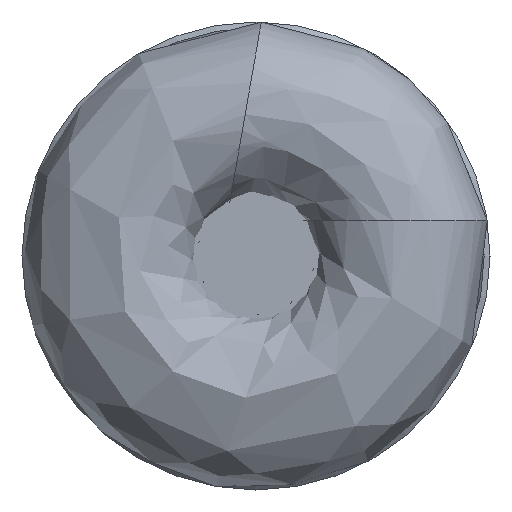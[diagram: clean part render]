
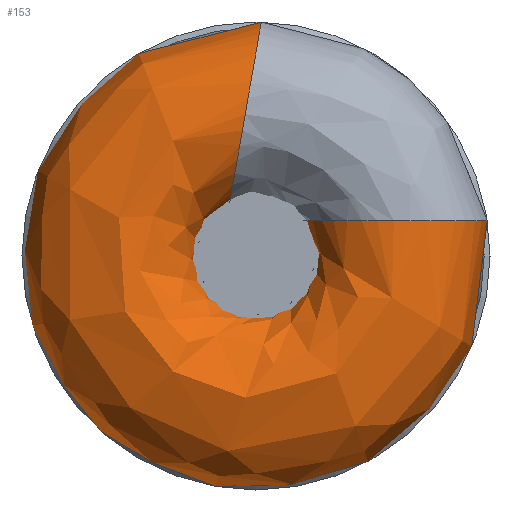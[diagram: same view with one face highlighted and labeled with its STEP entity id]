
A CAD part, left-side view. The second image highlights one B-rep face of the part: STEP entity #153.
In plain terms, the highlighted free-form (B-spline) face has degree [3, 3] with [7, 7] control points.
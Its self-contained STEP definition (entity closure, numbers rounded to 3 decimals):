
#153=ADVANCED_FACE('',(#169,#170),#167,.F.);
#167=(
BOUNDED_SURFACE()
B_SPLINE_SURFACE(3,3,((#365,#366,#367,#368,#369,#370,#371),(#372,#373,#374,
#375,#376,#377,#378),(#379,#380,#381,#382,#383,#384,#385),(#386,#387,#388,
#389,#390,#391,#392),(#393,#394,#395,#396,#397,#398,#399),(#400,#401,#402,
#403,#404,#405,#406),(#407,#408,#409,#410,#411,#412,#413)),
 .UNSPECIFIED.,.T.,.F.,.F.)
B_SPLINE_SURFACE_WITH_KNOTS((1,3,3,3,1),(4,3,4),(-0.5,0.,0.5,1.,1.5),(0.,
0.5,1.),.UNSPECIFIED.)
GEOMETRIC_REPRESENTATION_ITEM()
RATIONAL_B_SPLINE_SURFACE(((1.,0.562,0.562,1.,0.562,
0.562,1.),(0.333,0.187,0.187,
0.333,0.187,0.187,0.333),
(0.333,0.187,0.187,0.333,
0.187,0.187,0.333),(1.,0.562,
0.562,1.,0.562,0.562,1.),(0.333,
0.187,0.187,0.333,0.187,
0.187,0.333),(0.333,0.187,
0.187,0.333,0.187,0.187,
0.333),(1.,0.562,0.562,1.,0.562,
0.562,1.)))
REPRESENTATION_ITEM('')
SURFACE()
);
#169=FACE_BOUND('',#193,.T.);
#170=FACE_BOUND('',#194,.T.);
#193=EDGE_LOOP('',(#219));
#194=EDGE_LOOP('',(#220));
#219=ORIENTED_EDGE('',*,*,#258,.T.);
#220=ORIENTED_EDGE('',*,*,#259,.F.);
#245=VERTEX_POINT('',#362);
#246=VERTEX_POINT('',#364);
#258=EDGE_CURVE('',#245,#245,#271,.T.);
#259=EDGE_CURVE('',#246,#246,#272,.T.);
#271=CIRCLE('',#285,4.);
#272=CIRCLE('',#286,4.);
#285=AXIS2_PLACEMENT_3D('',#361,#311,#312);
#286=AXIS2_PLACEMENT_3D('',#363,#313,#314);
#311=DIRECTION('',(0.,0.985,0.172));
#312=DIRECTION('',(1.,0.,0.));
#313=DIRECTION('',(0.,0.,1.));
#314=DIRECTION('',(1.,0.,0.));
#361=CARTESIAN_POINT('',(4.,0.462,6.057));
#362=CARTESIAN_POINT('',(8.,0.462,6.057));
#363=CARTESIAN_POINT('',(4.,-5.887,1.5));
#364=CARTESIAN_POINT('',(8.,-5.887,1.5));
#365=CARTESIAN_POINT('',(8.,-5.887,1.5));
#366=CARTESIAN_POINT('',(8.,-7.56,-5.067));
#367=CARTESIAN_POINT('',(8.,-1.963,-8.886));
#368=CARTESIAN_POINT('',(8.,3.542,-4.935));
#369=CARTESIAN_POINT('',(8.,9.047,-0.983));
#370=CARTESIAN_POINT('',(8.,7.219,5.542));
#371=CARTESIAN_POINT('',(8.,0.462,6.057));
#372=CARTESIAN_POINT('',(8.,2.113,1.5));
#373=CARTESIAN_POINT('',(8.,0.44,3.858));
#374=CARTESIAN_POINT('',(8.,-2.348,3.092));
#375=CARTESIAN_POINT('',(8.,-2.583,0.211));
#376=CARTESIAN_POINT('',(8.,-2.818,-2.67));
#377=CARTESIAN_POINT('',(8.,-0.192,-3.878));
#378=CARTESIAN_POINT('',(8.,1.842,-1.823));
#379=CARTESIAN_POINT('',(0.,2.113,1.5));
#380=CARTESIAN_POINT('',(0.,0.44,3.858));
#381=CARTESIAN_POINT('',(0.,-2.348,3.092));
#382=CARTESIAN_POINT('',(0.,-2.583,0.211));
#383=CARTESIAN_POINT('',(0.,-2.818,-2.67));
#384=CARTESIAN_POINT('',(0.,-0.192,-3.878));
#385=CARTESIAN_POINT('',(0.,1.842,-1.823));
#386=CARTESIAN_POINT('',(0.,-5.887,1.5));
#387=CARTESIAN_POINT('',(0.,-7.56,-5.067));
#388=CARTESIAN_POINT('',(0.,-1.963,-8.886));
#389=CARTESIAN_POINT('',(0.,3.542,-4.935));
#390=CARTESIAN_POINT('',(0.,9.047,-0.983));
#391=CARTESIAN_POINT('',(0.,7.219,5.542));
#392=CARTESIAN_POINT('',(0.,0.462,6.057));
#393=CARTESIAN_POINT('',(0.,-13.887,1.5));
#394=CARTESIAN_POINT('',(0.,-15.56,-13.991));
#395=CARTESIAN_POINT('',(0.,-1.578,-20.865));
#396=CARTESIAN_POINT('',(0.,9.668,-10.081));
#397=CARTESIAN_POINT('',(0.,20.913,0.704));
#398=CARTESIAN_POINT('',(0.,14.629,14.961));
#399=CARTESIAN_POINT('',(0.,-0.918,13.937));
#400=CARTESIAN_POINT('',(8.,-13.887,1.5));
#401=CARTESIAN_POINT('',(8.,-15.56,-13.991));
#402=CARTESIAN_POINT('',(8.,-1.578,-20.865));
#403=CARTESIAN_POINT('',(8.,9.668,-10.081));
#404=CARTESIAN_POINT('',(8.,20.913,0.704));
#405=CARTESIAN_POINT('',(8.,14.629,14.961));
#406=CARTESIAN_POINT('',(8.,-0.918,13.937));
#407=CARTESIAN_POINT('',(8.,-5.887,1.5));
#408=CARTESIAN_POINT('',(8.,-7.56,-5.067));
#409=CARTESIAN_POINT('',(8.,-1.963,-8.886));
#410=CARTESIAN_POINT('',(8.,3.542,-4.935));
#411=CARTESIAN_POINT('',(8.,9.047,-0.983));
#412=CARTESIAN_POINT('',(8.,7.219,5.542));
#413=CARTESIAN_POINT('',(8.,0.462,6.057));
